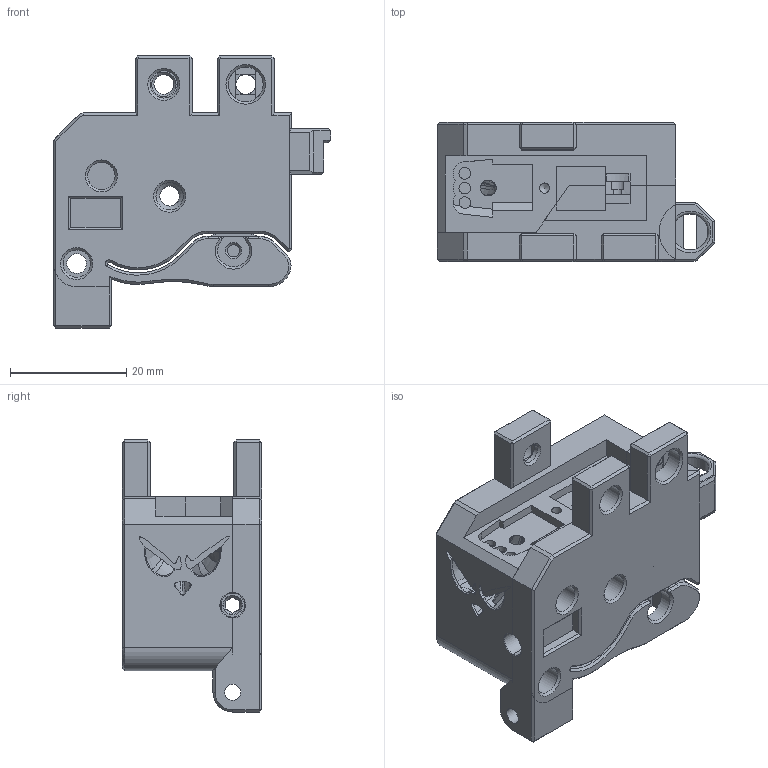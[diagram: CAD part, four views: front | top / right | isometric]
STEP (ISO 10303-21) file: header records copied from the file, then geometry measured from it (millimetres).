
FILE_DESCRIPTION(/* description */ (''),/* implementation_level */ '2;1');
FILE_NAME(/* name */ 'BinkyFilamentCutter_beta5.0.step',/* time_stamp */ '2023-11-03T12:14:17+01:00',/* author */ (''),/* organization */ (''),/* preprocessor_version */ 'ST-DEVELOPER v20',/* originating_system */ 'Autodesk Translation Framework v12.14.0.127',/* authorisation */ '');
FILE_SCHEMA (('AUTOMOTIVE_DESIGN { 1 0 10303 214 3 1 1 }'));
Length unit declared in the file: millimetre
Products named in the file (4): BinkyBeta5; Encoder_Right_With_Magnets; Encoder_Right; Encoder_Left (1)
Assembly tree (3 placements, depth 2):
  BinkyBeta5
    Encoder_Right_With_Magnets
    Encoder_Right
    Encoder_Left (1)
Bounding box: 47.7 x 24 x 46.85 mm (x, y, z)
Volume: 32976 mm3; surface area: 19230.1 mm2
Topology: 3 solids, 3 shells, 1104 faces, 2877 edges, 1810 vertices
Faces by surface type: plane 649, bspline 197, cylinder 148, cone 97, torus 13
Full cylindrical faces by diameter (mm): 1.75 x1, 2 x3, 2.8 x4, 3.1 x1, 3.2 x4, 3.4 x8, 4.7 x9, 6 x5, 6.2 x1, 7.25 x1, 8.8 x2
Entity records: 37124 total; most frequent: CARTESIAN_POINT 10759, ORIENTED_EDGE 5752, DIRECTION 4956, EDGE_CURVE 2876, LINE 1846, VECTOR 1846, VERTEX_POINT 1810, AXIS2_PLACEMENT_3D 1555
